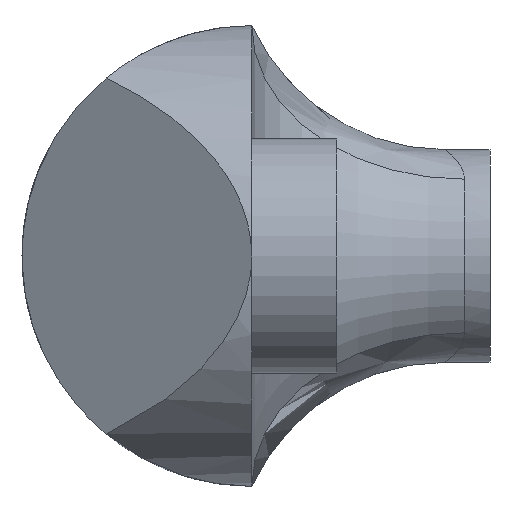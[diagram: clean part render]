
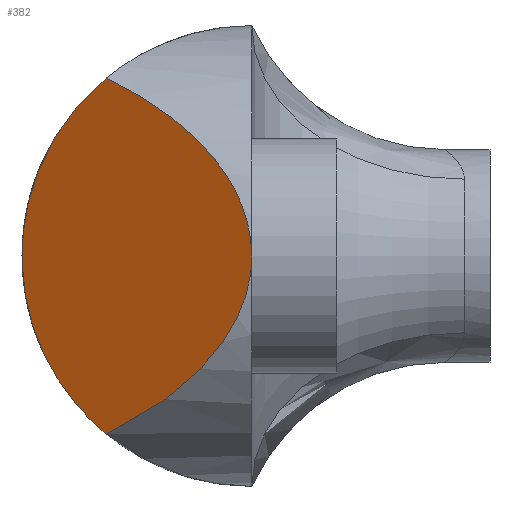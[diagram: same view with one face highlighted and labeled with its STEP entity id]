
A CAD part, left-side view. The second image highlights one B-rep face of the part: STEP entity #382.
In plain terms, the highlighted planar face has unit normal (-0.866, 0.5, 0).
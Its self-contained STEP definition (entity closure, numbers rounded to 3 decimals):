
#77 = ORIENTED_EDGE ( 'NONE', *, *, #925, .T. ) ;
#143 = FACE_OUTER_BOUND ( 'NONE', #300, .T. ) ;
#176 = CARTESIAN_POINT ( 'NONE',  ( -64.867, 0., 6.03 ) ) ;
#215 = CARTESIAN_POINT ( 'NONE',  ( -64.867, 0., -2.095 ) ) ;
#220 = DIRECTION ( 'NONE',  ( -0.866, 0.5, 0. ) ) ;
#236 = EDGE_CURVE ( 'NONE', #816, #316, #881, .T. ) ;
#246 = ORIENTED_EDGE ( 'NONE', *, *, #806, .T. ) ;
#300 = EDGE_LOOP ( 'NONE', ( #77, #246, #1089 ) ) ;
#302 = CARTESIAN_POINT ( 'NONE',  ( -61.902, 5.136, 12.306 ) ) ;
#307 = CARTESIAN_POINT ( 'NONE',  ( -64.867, 0., 8.502 ) ) ;
#316 = VERTEX_POINT ( 'NONE', #770 ) ;
#382 = ADVANCED_FACE ( 'NONE', ( #143 ), #916, .T. ) ;
#442 =( BOUNDED_CURVE ( )  B_SPLINE_CURVE ( 3, ( #1365, #1369, #1021, #1258 ),
 .UNSPECIFIED., .F., .T. ) 
 B_SPLINE_CURVE_WITH_KNOTS ( ( 4, 4 ),
 ( 5.4, 6.283 ),
 .UNSPECIFIED. ) 
 CURVE ( )  GEOMETRIC_REPRESENTATION_ITEM ( )  RATIONAL_B_SPLINE_CURVE ( ( 1., 0.936, 0.936, 1. ) ) 
 REPRESENTATION_ITEM ( '' )  );
#508 = AXIS2_PLACEMENT_3D ( 'NONE', #215, #220, #1027 ) ;
#524 = CARTESIAN_POINT ( 'NONE',  ( -61.902, 5.136, -0.246 ) ) ;
#657 = CARTESIAN_POINT ( 'NONE',  ( -63.812, 1.829, 10.737 ) ) ;
#770 = CARTESIAN_POINT ( 'NONE',  ( -61.902, 5.136, 12.306 ) ) ;
#806 = EDGE_CURVE ( 'NONE', #984, #816, #442, .T. ) ;
#816 = VERTEX_POINT ( 'NONE', #1146 ) ;
#880 = CARTESIAN_POINT ( 'NONE',  ( -59.436, 9.407, 3.265 ) ) ;
#881 =( BOUNDED_CURVE ( )  B_SPLINE_CURVE ( 3, ( #176, #307, #657, #302 ),
 .UNSPECIFIED., .F., .T. ) 
 B_SPLINE_CURVE_WITH_KNOTS ( ( 4, 4 ),
 ( 0., 0.883 ),
 .UNSPECIFIED. ) 
 CURVE ( )  GEOMETRIC_REPRESENTATION_ITEM ( )  RATIONAL_B_SPLINE_CURVE ( ( 1., 0.936, 0.936, 1. ) ) 
 REPRESENTATION_ITEM ( '' )  );
#888 = CARTESIAN_POINT ( 'NONE',  ( -61.902, 5.136, -0.246 ) ) ;
#916 = PLANE ( 'NONE',  #508 ) ;
#925 = EDGE_CURVE ( 'NONE', #316, #984, #1120, .T. ) ;
#980 = CARTESIAN_POINT ( 'NONE',  ( -61.902, 5.136, 12.306 ) ) ;
#984 = VERTEX_POINT ( 'NONE', #524 ) ;
#1021 = CARTESIAN_POINT ( 'NONE',  ( -64.867, 0., 3.558 ) ) ;
#1027 = DIRECTION ( 'NONE',  ( -0.5, -0.866, 0. ) ) ;
#1089 = ORIENTED_EDGE ( 'NONE', *, *, #236, .T. ) ;
#1120 =( BOUNDED_CURVE ( )  B_SPLINE_CURVE ( 3, ( #980, #1441, #880, #888 ),
 .UNSPECIFIED., .F., .T. ) 
 B_SPLINE_CURVE_WITH_KNOTS ( ( 4, 4 ),
 ( 5.4, 7.166 ),
 .UNSPECIFIED. ) 
 CURVE ( )  GEOMETRIC_REPRESENTATION_ITEM ( )  RATIONAL_B_SPLINE_CURVE ( ( 1., 0.757, 0.757, 1. ) ) 
 REPRESENTATION_ITEM ( '' )  );
#1146 = CARTESIAN_POINT ( 'NONE',  ( -64.867, 0., 6.03 ) ) ;
#1258 = CARTESIAN_POINT ( 'NONE',  ( -64.867, 0., 6.03 ) ) ;
#1365 = CARTESIAN_POINT ( 'NONE',  ( -61.902, 5.136, -0.246 ) ) ;
#1369 = CARTESIAN_POINT ( 'NONE',  ( -63.812, 1.829, 1.324 ) ) ;
#1441 = CARTESIAN_POINT ( 'NONE',  ( -59.436, 9.407, 8.795 ) ) ;
